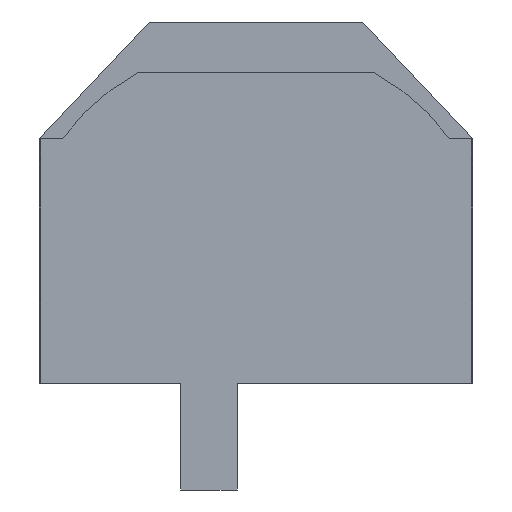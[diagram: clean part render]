
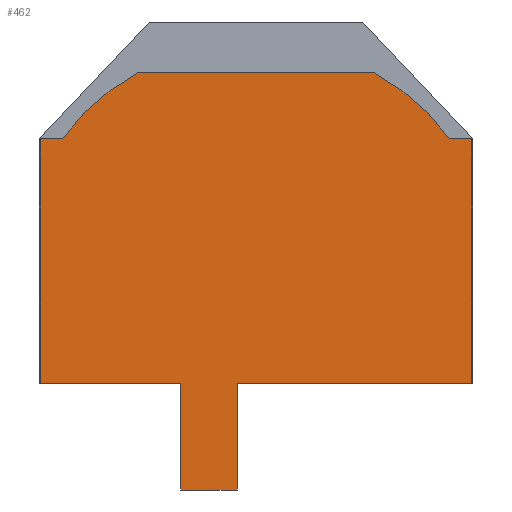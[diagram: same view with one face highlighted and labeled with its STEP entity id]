
A CAD part, front view. The second image highlights one B-rep face of the part: STEP entity #462.
In plain terms, the highlighted planar face has unit normal (0, -1, 0).
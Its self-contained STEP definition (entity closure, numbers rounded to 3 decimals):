
#24 = ORIENTED_EDGE ( 'NONE', *, *, #762, .F. ) ;
#45 = CARTESIAN_POINT ( 'NONE',  ( 273.999, 474., -125.718 ) ) ;
#53 = CIRCLE ( 'NONE', #1108, 0.002 ) ;
#59 = FACE_OUTER_BOUND ( 'NONE', #158, .T. ) ;
#61 = LINE ( 'NONE', #637, #808 ) ;
#65 = ORIENTED_EDGE ( 'NONE', *, *, #195, .F. ) ;
#74 = CARTESIAN_POINT ( 'NONE',  ( -135.138, 474., 21.077 ) ) ;
#85 = VERTEX_POINT ( 'NONE', #718 ) ;
#87 = CARTESIAN_POINT ( 'NONE',  ( -24., 474., -572.923 ) ) ;
#90 = EDGE_CURVE ( 'NONE', #804, #459, #805, .T. ) ;
#95 = CARTESIAN_POINT ( 'NONE',  ( -274., 474., -125.72 ) ) ;
#103 = DIRECTION ( 'NONE',  ( 0., 0., -1. ) ) ;
#112 = CARTESIAN_POINT ( 'NONE',  ( -274., 474., -124.923 ) ) ;
#125 = DIRECTION ( 'NONE',  ( 0., 1., 0. ) ) ;
#132 = EDGE_CURVE ( 'NONE', #1161, #943, #61, .T. ) ;
#158 = EDGE_LOOP ( 'NONE', ( #65, #646, #225, #818, #720, #766, #344, #24, #325, #1190, #311, #1065, #1113, #464 ) ) ;
#161 = DIRECTION ( 'NONE',  ( -1., 0., 0. ) ) ;
#188 = AXIS2_PLACEMENT_3D ( 'NONE', #838, #458, #826 ) ;
#192 = LINE ( 'NONE', #653, #493 ) ;
#193 = DIRECTION ( 'NONE',  ( -1., 0., 0. ) ) ;
#195 = EDGE_CURVE ( 'NONE', #887, #1161, #484, .T. ) ;
#198 = LINE ( 'NONE', #112, #1005 ) ;
#225 = ORIENTED_EDGE ( 'NONE', *, *, #90, .F. ) ;
#226 = VERTEX_POINT ( 'NONE', #95 ) ;
#231 = EDGE_CURVE ( 'NONE', #481, #546, #397, .T. ) ;
#236 = CARTESIAN_POINT ( 'NONE',  ( -96., 474., -572.923 ) ) ;
#290 = CARTESIAN_POINT ( 'NONE',  ( -24., 474., -436.923 ) ) ;
#311 = ORIENTED_EDGE ( 'NONE', *, *, #336, .F. ) ;
#325 = ORIENTED_EDGE ( 'NONE', *, *, #739, .F. ) ;
#336 = EDGE_CURVE ( 'NONE', #827, #885, #803, .T. ) ;
#344 = ORIENTED_EDGE ( 'NONE', *, *, #576, .F. ) ;
#346 = DIRECTION ( 'NONE',  ( 0.687, 0., -0.726 ) ) ;
#350 = CARTESIAN_POINT ( 'NONE',  ( -273.999, 474., -125.718 ) ) ;
#357 = CARTESIAN_POINT ( 'NONE',  ( 273.998, 474., -125.72 ) ) ;
#358 = VERTEX_POINT ( 'NONE', #606 ) ;
#363 = VECTOR ( 'NONE', #161, 1000. ) ;
#365 = LINE ( 'NONE', #87, #363 ) ;
#379 = CARTESIAN_POINT ( 'NONE',  ( 135.138, 474., 21.075 ) ) ;
#383 = EDGE_CURVE ( 'NONE', #546, #85, #698, .T. ) ;
#385 = DIRECTION ( 'NONE',  ( 0., 1., 0. ) ) ;
#391 = CARTESIAN_POINT ( 'NONE',  ( 274., 474., -124.923 ) ) ;
#397 = CIRCLE ( 'NONE', #1087, 0.002 ) ;
#416 = VECTOR ( 'NONE', #979, 1000. ) ;
#428 = VECTOR ( 'NONE', #193, 1000. ) ;
#441 = CARTESIAN_POINT ( 'NONE',  ( -24., 474., -572.923 ) ) ;
#443 = CARTESIAN_POINT ( 'NONE',  ( 274.547, 474., -126.297 ) ) ;
#446 = DIRECTION ( 'NONE',  ( 0., 0., 1. ) ) ;
#457 = AXIS2_PLACEMENT_3D ( 'NONE', #357, #921, #446 ) ;
#458 = DIRECTION ( 'NONE',  ( 0., -1., 0. ) ) ;
#459 = VERTEX_POINT ( 'NONE', #45 ) ;
#462 = ADVANCED_FACE ( 'NONE', ( #59 ), #798, .T. ) ;
#464 = ORIENTED_EDGE ( 'NONE', *, *, #132, .F. ) ;
#476 = DIRECTION ( 'NONE',  ( 0., 0., 1. ) ) ;
#481 = VERTEX_POINT ( 'NONE', #1193 ) ;
#484 = LINE ( 'NONE', #391, #1169 ) ;
#493 = VECTOR ( 'NONE', #940, 1000. ) ;
#507 = EDGE_CURVE ( 'NONE', #515, #827, #365, .T. ) ;
#515 = VERTEX_POINT ( 'NONE', #441 ) ;
#519 = DIRECTION ( 'NONE',  ( 1., 0., 0. ) ) ;
#525 = EDGE_CURVE ( 'NONE', #459, #887, #985, .T. ) ;
#546 = VERTEX_POINT ( 'NONE', #74 ) ;
#554 = VERTEX_POINT ( 'NONE', #350 ) ;
#575 = CARTESIAN_POINT ( 'NONE',  ( -135.138, 474., 21.075 ) ) ;
#576 = EDGE_CURVE ( 'NONE', #554, #481, #192, .T. ) ;
#588 = CARTESIAN_POINT ( 'NONE',  ( -273.998, 474., -125.72 ) ) ;
#593 = CARTESIAN_POINT ( 'NONE',  ( 136., 474., 21.077 ) ) ;
#606 = CARTESIAN_POINT ( 'NONE',  ( -274., 474., -436.923 ) ) ;
#610 = CARTESIAN_POINT ( 'NONE',  ( 274., 474., -125.72 ) ) ;
#634 = AXIS2_PLACEMENT_3D ( 'NONE', #379, #1131, #845 ) ;
#636 = VECTOR ( 'NONE', #519, 1000. ) ;
#637 = CARTESIAN_POINT ( 'NONE',  ( -24., 474., -436.923 ) ) ;
#646 = ORIENTED_EDGE ( 'NONE', *, *, #525, .F. ) ;
#653 = CARTESIAN_POINT ( 'NONE',  ( -274.547, 474., -126.297 ) ) ;
#672 = DIRECTION ( 'NONE',  ( 0., 0., 1. ) ) ;
#691 = EDGE_CURVE ( 'NONE', #85, #804, #710, .T. ) ;
#698 = LINE ( 'NONE', #593, #636 ) ;
#704 = EDGE_CURVE ( 'NONE', #943, #515, #936, .T. ) ;
#710 = CIRCLE ( 'NONE', #634, 0.002 ) ;
#718 = CARTESIAN_POINT ( 'NONE',  ( 135.138, 474., 21.077 ) ) ;
#720 = ORIENTED_EDGE ( 'NONE', *, *, #383, .F. ) ;
#739 = EDGE_CURVE ( 'NONE', #358, #226, #198, .T. ) ;
#762 = EDGE_CURVE ( 'NONE', #226, #554, #53, .T. ) ;
#766 = ORIENTED_EDGE ( 'NONE', *, *, #231, .F. ) ;
#798 = PLANE ( 'NONE',  #188 ) ;
#803 = LINE ( 'NONE', #236, #416 ) ;
#804 = VERTEX_POINT ( 'NONE', #957 ) ;
#805 = LINE ( 'NONE', #443, #1066 ) ;
#808 = VECTOR ( 'NONE', #1183, 1000. ) ;
#818 = ORIENTED_EDGE ( 'NONE', *, *, #691, .F. ) ;
#826 = DIRECTION ( 'NONE',  ( 0., 0., 1. ) ) ;
#827 = VERTEX_POINT ( 'NONE', #870 ) ;
#838 = CARTESIAN_POINT ( 'NONE',  ( -0.001, 474., 166.85 ) ) ;
#845 = DIRECTION ( 'NONE',  ( 0., 0., 1. ) ) ;
#846 = VECTOR ( 'NONE', #103, 1000. ) ;
#870 = CARTESIAN_POINT ( 'NONE',  ( -96., 474., -572.923 ) ) ;
#885 = VERTEX_POINT ( 'NONE', #1057 ) ;
#887 = VERTEX_POINT ( 'NONE', #610 ) ;
#913 = CARTESIAN_POINT ( 'NONE',  ( -276., 474., -436.923 ) ) ;
#921 = DIRECTION ( 'NONE',  ( 0., 1., 0. ) ) ;
#926 = CARTESIAN_POINT ( 'NONE',  ( -24., 474., -436.923 ) ) ;
#936 = LINE ( 'NONE', #290, #846 ) ;
#940 = DIRECTION ( 'NONE',  ( 0.687, 0., 0.726 ) ) ;
#943 = VERTEX_POINT ( 'NONE', #926 ) ;
#957 = CARTESIAN_POINT ( 'NONE',  ( 135.139, 474., 21.077 ) ) ;
#979 = DIRECTION ( 'NONE',  ( 0., 0., 1. ) ) ;
#985 = CIRCLE ( 'NONE', #457, 0.002 ) ;
#1005 = VECTOR ( 'NONE', #476, 1000. ) ;
#1033 = EDGE_CURVE ( 'NONE', #885, #358, #1102, .T. ) ;
#1057 = CARTESIAN_POINT ( 'NONE',  ( -96., 474., -436.923 ) ) ;
#1063 = DIRECTION ( 'NONE',  ( 0., 0., 1. ) ) ;
#1065 = ORIENTED_EDGE ( 'NONE', *, *, #507, .F. ) ;
#1066 = VECTOR ( 'NONE', #346, 1000. ) ;
#1087 = AXIS2_PLACEMENT_3D ( 'NONE', #575, #385, #672 ) ;
#1102 = LINE ( 'NONE', #913, #428 ) ;
#1108 = AXIS2_PLACEMENT_3D ( 'NONE', #588, #125, #1063 ) ;
#1113 = ORIENTED_EDGE ( 'NONE', *, *, #704, .F. ) ;
#1130 = CARTESIAN_POINT ( 'NONE',  ( 274., 474., -436.923 ) ) ;
#1131 = DIRECTION ( 'NONE',  ( 0., 1., 0. ) ) ;
#1141 = DIRECTION ( 'NONE',  ( 0., 0., -1. ) ) ;
#1161 = VERTEX_POINT ( 'NONE', #1130 ) ;
#1169 = VECTOR ( 'NONE', #1141, 1000. ) ;
#1183 = DIRECTION ( 'NONE',  ( -1., 0., 0. ) ) ;
#1190 = ORIENTED_EDGE ( 'NONE', *, *, #1033, .F. ) ;
#1193 = CARTESIAN_POINT ( 'NONE',  ( -135.139, 474., 21.077 ) ) ;
